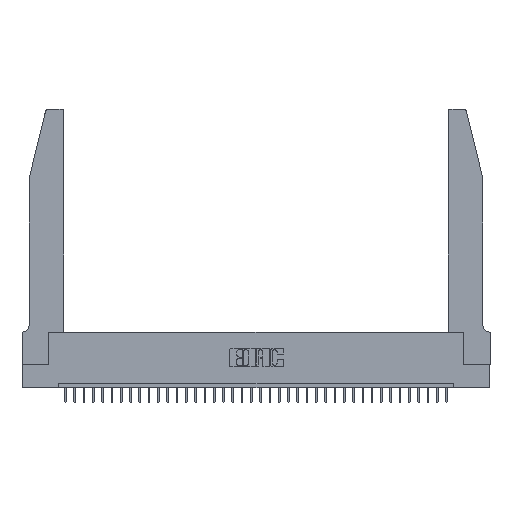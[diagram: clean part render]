
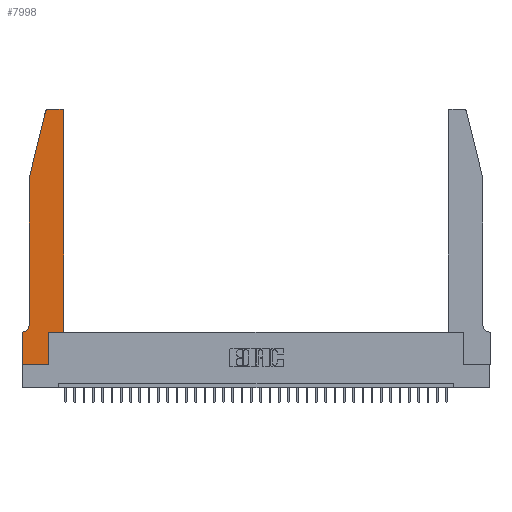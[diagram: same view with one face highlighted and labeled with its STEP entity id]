
A CAD part, top view. The second image highlights one B-rep face of the part: STEP entity #7998.
In plain terms, the highlighted planar face has unit normal (0, 0, 1).
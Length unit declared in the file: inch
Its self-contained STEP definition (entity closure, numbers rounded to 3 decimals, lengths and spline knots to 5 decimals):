
#567 = DIRECTION ( 'NONE',  ( 1., 0., 0. ) ) ;
#901 = VERTEX_POINT ( 'NONE', #18706 ) ;
#1246 = ORIENTED_EDGE ( 'NONE', *, *, #25344, .T. ) ;
#1284 = DIRECTION ( 'NONE',  ( -1., 0., 0. ) ) ;
#2019 = CARTESIAN_POINT ( 'NONE',  ( 0.284, 2.75, 0.37 ) ) ;
#2064 = VERTEX_POINT ( 'NONE', #28926 ) ;
#2842 = EDGE_CURVE ( 'NONE', #30090, #9941, #18399, .T. ) ;
#3163 = EDGE_CURVE ( 'NONE', #901, #18350, #17469, .T. ) ;
#3664 = VERTEX_POINT ( 'NONE', #9923 ) ;
#4161 = ORIENTED_EDGE ( 'NONE', *, *, #11066, .T. ) ;
#4533 = CARTESIAN_POINT ( 'NONE',  ( 0.0755, 2., 0.37 ) ) ;
#4704 = CARTESIAN_POINT ( 'NONE',  ( 0.25487, 2.72718, 0.37 ) ) ;
#4952 = AXIS2_PLACEMENT_3D ( 'NONE', #18517, #25332, #22626 ) ;
#5000 = CARTESIAN_POINT ( 'NONE',  ( 0.0755, 0.42, 0.37 ) ) ;
#5584 = VECTOR ( 'NONE', #36415, 39.37008 ) ;
#5902 = CARTESIAN_POINT ( 'NONE',  ( 0., 0., 0.37 ) ) ;
#6282 = EDGE_CURVE ( 'NONE', #2064, #8663, #6745, .T. ) ;
#6568 = VECTOR ( 'NONE', #28829, 39.37008 ) ;
#6745 = LINE ( 'NONE', #31146, #9355 ) ;
#6761 = ORIENTED_EDGE ( 'NONE', *, *, #2842, .T. ) ;
#6892 = VECTOR ( 'NONE', #32801, 39.37008 ) ;
#7012 = ORIENTED_EDGE ( 'NONE', *, *, #14808, .T. ) ;
#7217 = LINE ( 'NONE', #7374, #23484 ) ;
#7374 = CARTESIAN_POINT ( 'NONE',  ( 0.2605, 2.75, 0.37 ) ) ;
#7998 = ADVANCED_FACE ( 'NONE', ( #20318 ), #33396, .T. ) ;
#8192 = CARTESIAN_POINT ( 'NONE',  ( 0., 0.35, 0.37 ) ) ;
#8520 = DIRECTION ( 'NONE',  ( 0., 1., 0. ) ) ;
#8663 = VERTEX_POINT ( 'NONE', #17857 ) ;
#8923 = VERTEX_POINT ( 'NONE', #4704 ) ;
#9199 = VECTOR ( 'NONE', #31023, 39.37008 ) ;
#9355 = VECTOR ( 'NONE', #8520, 39.37008 ) ;
#9722 = EDGE_CURVE ( 'NONE', #8663, #28184, #24953, .T. ) ;
#9923 = CARTESIAN_POINT ( 'NONE',  ( 0.0755, 2., 0.37 ) ) ;
#9941 = VERTEX_POINT ( 'NONE', #24301 ) ;
#10590 = VERTEX_POINT ( 'NONE', #18509 ) ;
#10591 = DIRECTION ( 'NONE',  ( -1., 0., 0. ) ) ;
#11066 = EDGE_CURVE ( 'NONE', #8923, #3664, #27113, .T. ) ;
#11300 = LINE ( 'NONE', #31129, #5584 ) ;
#11553 = DIRECTION ( 'NONE',  ( 0., -1., 0. ) ) ;
#13561 = DIRECTION ( 'NONE',  ( 0., 0., -1. ) ) ;
#14065 = LINE ( 'NONE', #25991, #6568 ) ;
#14808 = EDGE_CURVE ( 'NONE', #18455, #8923, #26697, .T. ) ;
#15382 = ORIENTED_EDGE ( 'NONE', *, *, #28366, .T. ) ;
#15603 = CARTESIAN_POINT ( 'NONE',  ( 0.0755, 0.35, 0.37 ) ) ;
#16124 = ORIENTED_EDGE ( 'NONE', *, *, #3163, .T. ) ;
#16540 = AXIS2_PLACEMENT_3D ( 'NONE', #8192, #36353, #28009 ) ;
#16661 = VERTEX_POINT ( 'NONE', #5000 ) ;
#16664 = EDGE_LOOP ( 'NONE', ( #1246, #7012, #4161, #15382, #29944, #30334, #16124, #26550, #6761, #21293, #26774, #19518 ) ) ;
#17469 = LINE ( 'NONE', #5902, #24026 ) ;
#17578 = DIRECTION ( 'NONE',  ( 0., 1., 0. ) ) ;
#17857 = CARTESIAN_POINT ( 'NONE',  ( 0.4505, 2.72, 0.37 ) ) ;
#18319 = AXIS2_PLACEMENT_3D ( 'NONE', #30397, #13561, #10591 ) ;
#18350 = VERTEX_POINT ( 'NONE', #28821 ) ;
#18399 = LINE ( 'NONE', #20303, #24943 ) ;
#18455 = VERTEX_POINT ( 'NONE', #2019 ) ;
#18509 = CARTESIAN_POINT ( 'NONE',  ( 0.0055, 0.35, 0.37 ) ) ;
#18517 = CARTESIAN_POINT ( 'NONE',  ( 0.4205, 2.72, 0.37 ) ) ;
#18706 = CARTESIAN_POINT ( 'NONE',  ( 0., 0.35, 0.37 ) ) ;
#19518 = ORIENTED_EDGE ( 'NONE', *, *, #9722, .T. ) ;
#20303 = CARTESIAN_POINT ( 'NONE',  ( 0.2865, 0.35, 0.37 ) ) ;
#20318 = FACE_OUTER_BOUND ( 'NONE', #16664, .T. ) ;
#20975 = VECTOR ( 'NONE', #1284, 39.37008 ) ;
#21293 = ORIENTED_EDGE ( 'NONE', *, *, #25176, .T. ) ;
#22626 = DIRECTION ( 'NONE',  ( 1., 0., 0. ) ) ;
#23198 = DIRECTION ( 'NONE',  ( 0., 0., 1. ) ) ;
#23484 = VECTOR ( 'NONE', #26678, 39.37008 ) ;
#24026 = VECTOR ( 'NONE', #11553, 39.37008 ) ;
#24173 = LINE ( 'NONE', #30906, #9199 ) ;
#24301 = CARTESIAN_POINT ( 'NONE',  ( 0.2865, 0.35, 0.37 ) ) ;
#24943 = VECTOR ( 'NONE', #17578, 39.37008 ) ;
#24953 = CIRCLE ( 'NONE', #4952, 0.03 ) ;
#25176 = EDGE_CURVE ( 'NONE', #9941, #2064, #24173, .T. ) ;
#25285 = EDGE_CURVE ( 'NONE', #18350, #30090, #14065, .T. ) ;
#25319 = LINE ( 'NONE', #15603, #20975 ) ;
#25332 = DIRECTION ( 'NONE',  ( 0., 0., 1. ) ) ;
#25344 = EDGE_CURVE ( 'NONE', #28184, #18455, #7217, .T. ) ;
#25991 = CARTESIAN_POINT ( 'NONE',  ( 0., 0., 0.37 ) ) ;
#26550 = ORIENTED_EDGE ( 'NONE', *, *, #25285, .T. ) ;
#26678 = DIRECTION ( 'NONE',  ( -1., 0., 0. ) ) ;
#26697 = CIRCLE ( 'NONE', #27899, 0.03 ) ;
#26774 = ORIENTED_EDGE ( 'NONE', *, *, #6282, .T. ) ;
#26842 = CARTESIAN_POINT ( 'NONE',  ( 0.4205, 2.75, 0.37 ) ) ;
#27113 = LINE ( 'NONE', #4533, #6892 ) ;
#27899 = AXIS2_PLACEMENT_3D ( 'NONE', #31569, #23198, #567 ) ;
#28009 = DIRECTION ( 'NONE',  ( 1., 0., 0. ) ) ;
#28184 = VERTEX_POINT ( 'NONE', #26842 ) ;
#28366 = EDGE_CURVE ( 'NONE', #3664, #16661, #11300, .T. ) ;
#28821 = CARTESIAN_POINT ( 'NONE',  ( 0., 0., 0.37 ) ) ;
#28829 = DIRECTION ( 'NONE',  ( 1., 0., 0. ) ) ;
#28926 = CARTESIAN_POINT ( 'NONE',  ( 0.4505, 0.35, 0.37 ) ) ;
#29944 = ORIENTED_EDGE ( 'NONE', *, *, #32281, .T. ) ;
#30090 = VERTEX_POINT ( 'NONE', #34380 ) ;
#30334 = ORIENTED_EDGE ( 'NONE', *, *, #35996, .T. ) ;
#30397 = CARTESIAN_POINT ( 'NONE',  ( 0.0055, 0.42, 0.37 ) ) ;
#30906 = CARTESIAN_POINT ( 'NONE',  ( 0.4505, 0.35, 0.37 ) ) ;
#31023 = DIRECTION ( 'NONE',  ( 1., 0., 0. ) ) ;
#31129 = CARTESIAN_POINT ( 'NONE',  ( 0.0755, 2., 0.37 ) ) ;
#31146 = CARTESIAN_POINT ( 'NONE',  ( 0.4505, 0.35, 0.37 ) ) ;
#31569 = CARTESIAN_POINT ( 'NONE',  ( 0.284, 2.72, 0.37 ) ) ;
#32281 = EDGE_CURVE ( 'NONE', #16661, #10590, #36134, .T. ) ;
#32801 = DIRECTION ( 'NONE',  ( -0.239, -0.971, 0. ) ) ;
#33396 = PLANE ( 'NONE',  #16540 ) ;
#34380 = CARTESIAN_POINT ( 'NONE',  ( 0.2865, 0., 0.37 ) ) ;
#35996 = EDGE_CURVE ( 'NONE', #10590, #901, #25319, .T. ) ;
#36134 = CIRCLE ( 'NONE', #18319, 0.07 ) ;
#36353 = DIRECTION ( 'NONE',  ( 0., 0., 1. ) ) ;
#36415 = DIRECTION ( 'NONE',  ( 0., -1., 0. ) ) ;
